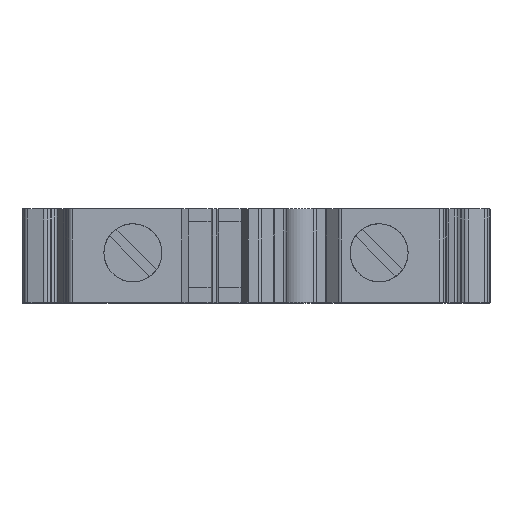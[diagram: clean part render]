
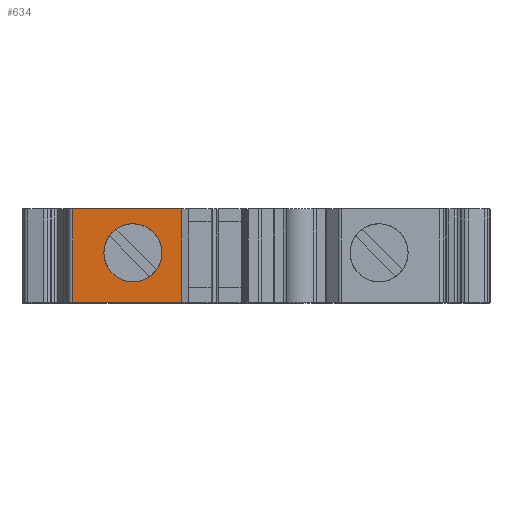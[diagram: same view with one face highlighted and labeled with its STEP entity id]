
A CAD part, top view. The second image highlights one B-rep face of the part: STEP entity #634.
In plain terms, the highlighted planar face has unit normal (0, 0, 1).
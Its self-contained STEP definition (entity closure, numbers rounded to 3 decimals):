
#634 = ADVANCED_FACE( '', ( #1348, #1349 ), #1350, .F. );
#1348 = FACE_BOUND( '', #2135, .T. );
#1349 = FACE_OUTER_BOUND( '', #2136, .T. );
#1350 = PLANE( '', #2137 );
#2135 = EDGE_LOOP( '', ( #4229 ) );
#2136 = EDGE_LOOP( '', ( #4230, #4231, #4232, #4233 ) );
#2137 = AXIS2_PLACEMENT_3D( '', #4234, #4235, #4236 );
#4229 = ORIENTED_EDGE( '', *, *, #5433, .T. );
#4230 = ORIENTED_EDGE( '', *, *, #5704, .T. );
#4231 = ORIENTED_EDGE( '', *, *, #5509, .F. );
#4232 = ORIENTED_EDGE( '', *, *, #5072, .F. );
#4233 = ORIENTED_EDGE( '', *, *, #5585, .T. );
#4234 = CARTESIAN_POINT( '', ( -36.453, 10., 40.984 ) );
#4235 = DIRECTION( '', ( 0., 0., -1. ) );
#4236 = DIRECTION( '', ( -1., 0., 0. ) );
#5072 = EDGE_CURVE( '', #6209, #6211, #6212, .T. );
#5433 = EDGE_CURVE( '', #6802, #6802, #6803, .T. );
#5509 = EDGE_CURVE( '', #6211, #6908, #6912, .T. );
#5585 = EDGE_CURVE( '', #6209, #7018, #7020, .T. );
#5704 = EDGE_CURVE( '', #7018, #6908, #7186, .T. );
#6209 = VERTEX_POINT( '', #7795 );
#6211 = VERTEX_POINT( '', #7797 );
#6212 = LINE( '', #7798, #7799 );
#6802 = VERTEX_POINT( '', #8597 );
#6803 = CIRCLE( '', #8598, 3.1 );
#6908 = VERTEX_POINT( '', #8745 );
#6912 = LINE( '', #8751, #8752 );
#7018 = VERTEX_POINT( '', #8897 );
#7020 = LINE( '', #8899, #8900 );
#7186 = LINE( '', #9129, #9130 );
#7795 = CARTESIAN_POINT( '', ( -36.453, 10., 40.984 ) );
#7797 = CARTESIAN_POINT( '', ( -24.846, 10., 40.984 ) );
#7798 = CARTESIAN_POINT( '', ( -36.453, 10., 40.984 ) );
#7799 = VECTOR( '', #9665, 1000. );
#8597 = CARTESIAN_POINT( '', ( -26.95, 5.3, 40.984 ) );
#8598 = AXIS2_PLACEMENT_3D( '', #10150, #10151, #10152 );
#8745 = CARTESIAN_POINT( '', ( -24.846, 0., 40.984 ) );
#8751 = CARTESIAN_POINT( '', ( -24.846, 10., 40.984 ) );
#8752 = VECTOR( '', #10227, 1000. );
#8897 = CARTESIAN_POINT( '', ( -36.453, 0., 40.984 ) );
#8899 = CARTESIAN_POINT( '', ( -36.453, 10., 40.984 ) );
#8900 = VECTOR( '', #10312, 1000. );
#9129 = CARTESIAN_POINT( '', ( -36.453, 0., 40.984 ) );
#9130 = VECTOR( '', #10496, 1000. );
#9665 = DIRECTION( '', ( 1., 0., 0. ) );
#10150 = CARTESIAN_POINT( '', ( -30.05, 5.3, 40.984 ) );
#10151 = DIRECTION( '', ( 0., 0., -1. ) );
#10152 = DIRECTION( '', ( 1., 0., 0. ) );
#10227 = DIRECTION( '', ( 0., -1., 0. ) );
#10312 = DIRECTION( '', ( 0., -1., 0. ) );
#10496 = DIRECTION( '', ( 1., 0., 0. ) );
